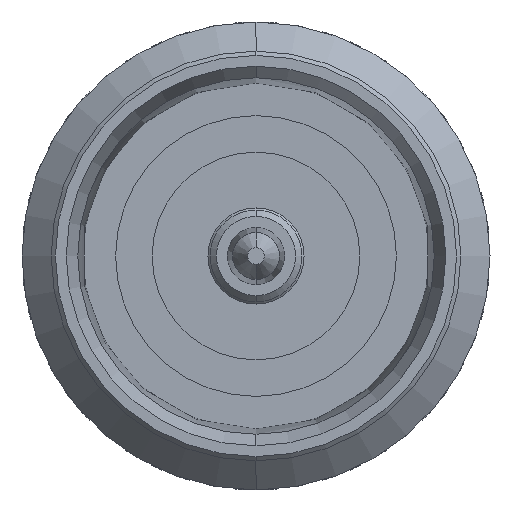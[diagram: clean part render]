
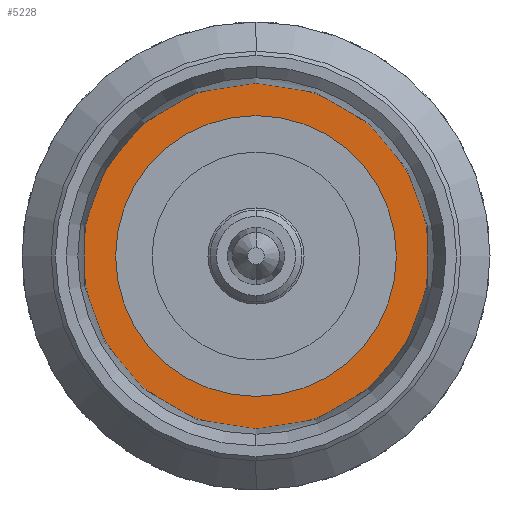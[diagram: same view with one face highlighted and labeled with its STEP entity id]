
A CAD part, left-side view. The second image highlights one B-rep face of the part: STEP entity #5228.
In plain terms, the highlighted planar face has unit normal (-1, 0, 0).
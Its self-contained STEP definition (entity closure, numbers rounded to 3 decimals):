
#379 = EDGE_CURVE ( 'NONE', #6419, #5578, #2664, .T. ) ;
#1021 = EDGE_CURVE ( 'NONE', #6047, #7071, #4194, .T. ) ;
#1189 = ORIENTED_EDGE ( 'NONE', *, *, #379, .F. ) ;
#1435 = DIRECTION ( 'NONE',  ( -1., 0., 0. ) ) ;
#1453 = ORIENTED_EDGE ( 'NONE', *, *, #7425, .F. ) ;
#1455 = EDGE_LOOP ( 'NONE', ( #4176, #6651 ) ) ;
#1606 = DIRECTION ( 'NONE',  ( 0., 0., 1. ) ) ;
#2281 = DIRECTION ( 'NONE',  ( 0., 0., 1. ) ) ;
#2395 = CIRCLE ( 'NONE', #5356, 3.3 ) ;
#2421 = CIRCLE ( 'NONE', #5834, 4.065 ) ;
#2431 = PLANE ( 'NONE',  #4818 ) ;
#2482 = CARTESIAN_POINT ( 'NONE',  ( 8.409, 0., -3.3 ) ) ;
#2664 = CIRCLE ( 'NONE', #9028, 3.3 ) ;
#2803 = CARTESIAN_POINT ( 'NONE',  ( 8.409, 0., 0. ) ) ;
#3465 = EDGE_LOOP ( 'NONE', ( #1453, #1189 ) ) ;
#3778 = CARTESIAN_POINT ( 'NONE',  ( 8.409, 4.065, 0. ) ) ;
#3811 = DIRECTION ( 'NONE',  ( -1., 0., 0. ) ) ;
#4070 = EDGE_CURVE ( 'NONE', #7071, #6047, #2421, .T. ) ;
#4176 = ORIENTED_EDGE ( 'NONE', *, *, #1021, .T. ) ;
#4194 = CIRCLE ( 'NONE', #6632, 4.065 ) ;
#4368 = FACE_BOUND ( 'NONE', #3465, .T. ) ;
#4434 = DIRECTION ( 'NONE',  ( -1., 0., 0. ) ) ;
#4592 = CARTESIAN_POINT ( 'NONE',  ( 8.409, 0., 0. ) ) ;
#4818 = AXIS2_PLACEMENT_3D ( 'NONE', #3778, #6007, #8036 ) ;
#4985 = CARTESIAN_POINT ( 'NONE',  ( 8.409, 0., 0. ) ) ;
#5228 = ADVANCED_FACE ( 'NONE', ( #8865, #4368 ), #2431, .F. ) ;
#5316 = CARTESIAN_POINT ( 'NONE',  ( 8.409, 0., -4.065 ) ) ;
#5356 = AXIS2_PLACEMENT_3D ( 'NONE', #7214, #4434, #2281 ) ;
#5578 = VERTEX_POINT ( 'NONE', #8006 ) ;
#5834 = AXIS2_PLACEMENT_3D ( 'NONE', #2803, #7061, #8484 ) ;
#6007 = DIRECTION ( 'NONE',  ( 1., 0., 0. ) ) ;
#6047 = VERTEX_POINT ( 'NONE', #7031 ) ;
#6419 = VERTEX_POINT ( 'NONE', #2482 ) ;
#6632 = AXIS2_PLACEMENT_3D ( 'NONE', #4985, #1435, #9249 ) ;
#6651 = ORIENTED_EDGE ( 'NONE', *, *, #4070, .T. ) ;
#7031 = CARTESIAN_POINT ( 'NONE',  ( 8.409, 0., 4.065 ) ) ;
#7061 = DIRECTION ( 'NONE',  ( -1., 0., 0. ) ) ;
#7071 = VERTEX_POINT ( 'NONE', #5316 ) ;
#7214 = CARTESIAN_POINT ( 'NONE',  ( 8.409, 0., 0. ) ) ;
#7425 = EDGE_CURVE ( 'NONE', #5578, #6419, #2395, .T. ) ;
#8006 = CARTESIAN_POINT ( 'NONE',  ( 8.409, 0., 3.3 ) ) ;
#8036 = DIRECTION ( 'NONE',  ( 0., 0., -1. ) ) ;
#8484 = DIRECTION ( 'NONE',  ( 0., 0., 1. ) ) ;
#8865 = FACE_OUTER_BOUND ( 'NONE', #1455, .T. ) ;
#9028 = AXIS2_PLACEMENT_3D ( 'NONE', #4592, #3811, #1606 ) ;
#9249 = DIRECTION ( 'NONE',  ( 0., 0., 1. ) ) ;
